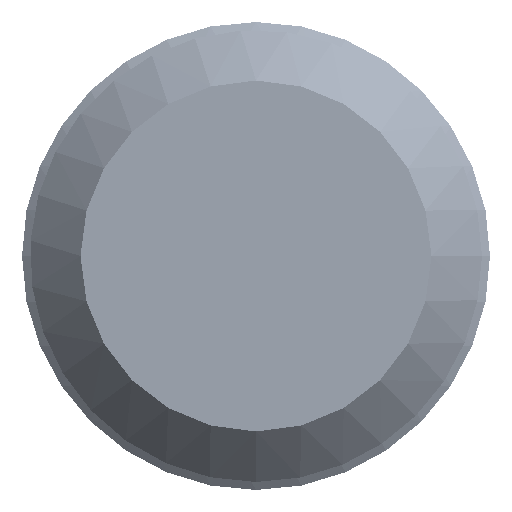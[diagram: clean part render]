
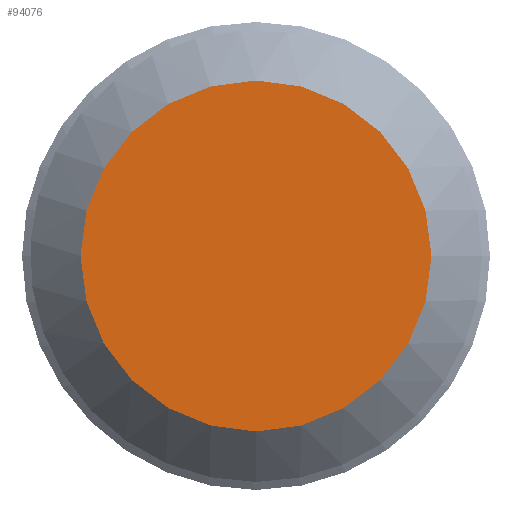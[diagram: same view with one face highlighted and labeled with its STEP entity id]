
A CAD part, left-side view. The second image highlights one B-rep face of the part: STEP entity #94076.
In plain terms, the highlighted planar face has unit normal (-1, 0, 0).
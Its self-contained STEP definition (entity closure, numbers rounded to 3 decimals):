
#13754 = DIRECTION ( 'NONE',  ( 0., 0., -1. ) ) ;
#20111 = FACE_OUTER_BOUND ( 'NONE', #92679, .T. ) ;
#25337 = EDGE_CURVE ( 'NONE', #92646, #92646, #52725, .T. ) ;
#28336 = CARTESIAN_POINT ( 'NONE',  ( 5.675, 0., -13. ) ) ;
#30206 = DIRECTION ( 'NONE',  ( -1., 0., 0. ) ) ;
#32238 = CARTESIAN_POINT ( 'NONE',  ( 5.675, 0., -3. ) ) ;
#43179 = PLANE ( 'NONE',  #89530 ) ;
#47829 = ORIENTED_EDGE ( 'NONE', *, *, #25337, .T. ) ;
#52725 = CIRCLE ( 'NONE', #60400, 3. ) ;
#58097 = DIRECTION ( 'NONE',  ( 1., 0., 0. ) ) ;
#60400 = AXIS2_PLACEMENT_3D ( 'NONE', #74554, #30206, #82026 ) ;
#74554 = CARTESIAN_POINT ( 'NONE',  ( 5.675, 0., 0. ) ) ;
#82026 = DIRECTION ( 'NONE',  ( 0., 0., -1. ) ) ;
#89530 = AXIS2_PLACEMENT_3D ( 'NONE', #28336, #58097, #13754 ) ;
#92646 = VERTEX_POINT ( 'NONE', #32238 ) ;
#92679 = EDGE_LOOP ( 'NONE', ( #47829 ) ) ;
#94076 = ADVANCED_FACE ( 'NONE', ( #20111 ), #43179, .F. ) ;
